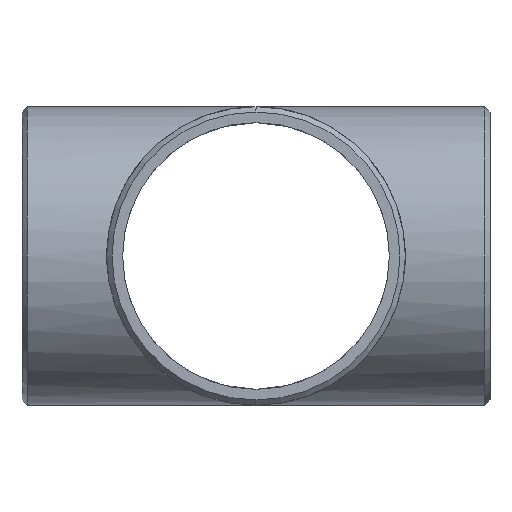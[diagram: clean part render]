
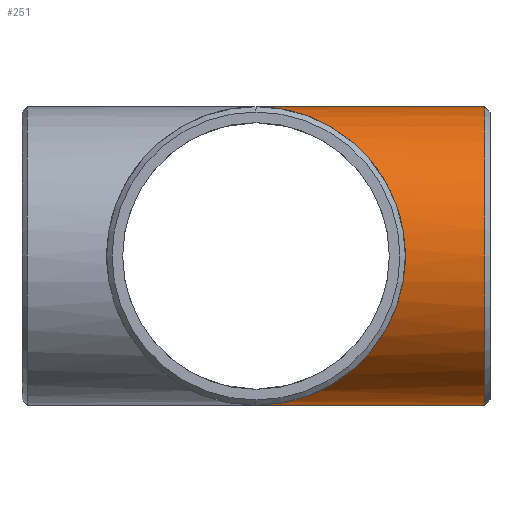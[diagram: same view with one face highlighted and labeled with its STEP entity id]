
A CAD part, left-side view. The second image highlights one B-rep face of the part: STEP entity #251.
In plain terms, the highlighted cylindrical face has radius 178 mm (diameter 356 mm), a partial arc.
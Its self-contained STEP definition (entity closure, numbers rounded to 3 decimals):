
#25 = ORIENTED_EDGE ( 'NONE', *, *, #71, .F. ) ;
#71 = EDGE_CURVE ( 'NONE', #346, #606, #91, .T. ) ;
#79 = LINE ( 'NONE', #697, #638 ) ;
#91 = LINE ( 'NONE', #576, #712 ) ;
#128 = AXIS2_PLACEMENT_3D ( 'NONE', #160, #156, #575 ) ;
#134 = CARTESIAN_POINT ( 'NONE',  ( 0., 0., -178. ) ) ;
#148 = CARTESIAN_POINT ( 'NONE',  ( 0., -279., 0. ) ) ;
#156 = DIRECTION ( 'NONE',  ( 0., 1., 0. ) ) ;
#160 = CARTESIAN_POINT ( 'NONE',  ( 0., -272.65, 0. ) ) ;
#180 = CARTESIAN_POINT ( 'NONE',  ( 0., -272.65, 178. ) ) ;
#188 = EDGE_CURVE ( 'NONE', #606, #244, #621, .T. ) ;
#189 = CARTESIAN_POINT ( 'NONE',  ( -356., -356., -178. ) ) ;
#207 = CYLINDRICAL_SURFACE ( 'NONE', #586, 178. ) ;
#237 = CARTESIAN_POINT ( 'NONE',  ( 0., 0., -178. ) ) ;
#244 = VERTEX_POINT ( 'NONE', #520 ) ;
#251 = ADVANCED_FACE ( 'NONE', ( #767 ), #207, .T. ) ;
#266 = ORIENTED_EDGE ( 'NONE', *, *, #307, .T. ) ;
#300 = EDGE_LOOP ( 'NONE', ( #570, #266, #562, #25 ) ) ;
#307 = EDGE_CURVE ( 'NONE', #720, #244, #79, .T. ) ;
#346 = VERTEX_POINT ( 'NONE', #772 ) ;
#357 = CIRCLE ( 'NONE', #128, 178. ) ;
#378 = EDGE_CURVE ( 'NONE', #346, #720, #357, .T. ) ;
#383 = DIRECTION ( 'NONE',  ( 0., 1., 0. ) ) ;
#397 = DIRECTION ( 'NONE',  ( 0., 0., -1. ) ) ;
#439 = CARTESIAN_POINT ( 'NONE',  ( -356., -356., 178. ) ) ;
#520 = CARTESIAN_POINT ( 'NONE',  ( 0., 0., 178. ) ) ;
#562 = ORIENTED_EDGE ( 'NONE', *, *, #188, .F. ) ;
#570 = ORIENTED_EDGE ( 'NONE', *, *, #378, .T. ) ;
#575 = DIRECTION ( 'NONE',  ( 0., 0., -1. ) ) ;
#576 = CARTESIAN_POINT ( 'NONE',  ( 0., -279., -178. ) ) ;
#581 = DIRECTION ( 'NONE',  ( 0., 1., 0. ) ) ;
#586 = AXIS2_PLACEMENT_3D ( 'NONE', #148, #761, #397 ) ;
#606 = VERTEX_POINT ( 'NONE', #237 ) ;
#621 =( BOUNDED_CURVE ( )  B_SPLINE_CURVE ( 3, ( #134, #189, #439, #685 ),
 .UNSPECIFIED., .F., .T. ) 
 B_SPLINE_CURVE_WITH_KNOTS ( ( 4, 4 ),
 ( 4.712, 7.854 ),
 .UNSPECIFIED. ) 
 CURVE ( )  GEOMETRIC_REPRESENTATION_ITEM ( )  RATIONAL_B_SPLINE_CURVE ( ( 1., 0.333, 0.333, 1. ) ) 
 REPRESENTATION_ITEM ( '' )  );
#638 = VECTOR ( 'NONE', #383, 1000. ) ;
#685 = CARTESIAN_POINT ( 'NONE',  ( 0., 0., 178. ) ) ;
#697 = CARTESIAN_POINT ( 'NONE',  ( 0., -279., 178. ) ) ;
#712 = VECTOR ( 'NONE', #581, 1000. ) ;
#720 = VERTEX_POINT ( 'NONE', #180 ) ;
#761 = DIRECTION ( 'NONE',  ( 0., 1., 0. ) ) ;
#767 = FACE_OUTER_BOUND ( 'NONE', #300, .T. ) ;
#772 = CARTESIAN_POINT ( 'NONE',  ( 0., -272.65, -178. ) ) ;
